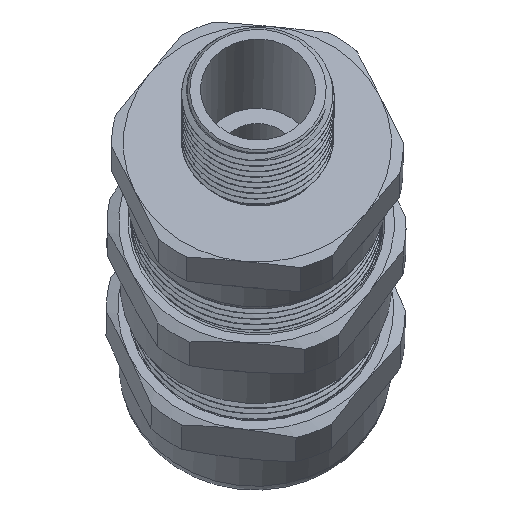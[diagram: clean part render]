
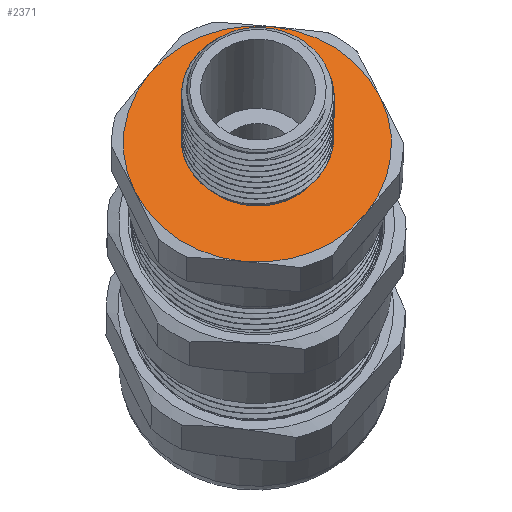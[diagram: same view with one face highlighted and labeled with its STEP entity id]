
A CAD part, left-side view. The second image highlights one B-rep face of the part: STEP entity #2371.
In plain terms, the highlighted face is planar.
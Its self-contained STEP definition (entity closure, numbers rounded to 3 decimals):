
#273=PLANE('',#2773);
#402=FACE_BOUND('',#803,.T.);
#568=FACE_OUTER_BOUND('',#802,.T.);
#802=EDGE_LOOP('',(#2126,#2127,#2128,#2129,#2130,#2131));
#803=EDGE_LOOP('',(#2132));
#951=CIRCLE('',#2723,9.204);
#963=CIRCLE('',#2749,17.5);
#966=CIRCLE('',#2753,17.5);
#967=CIRCLE('',#2755,17.5);
#970=CIRCLE('',#2759,17.5);
#972=CIRCLE('',#2762,17.5);
#975=CIRCLE('',#2772,17.5);
#1195=VERTEX_POINT('',#8719);
#1197=VERTEX_POINT('',#11020);
#1206=VERTEX_POINT('',#11048);
#1212=VERTEX_POINT('',#11069);
#1218=VERTEX_POINT('',#11090);
#1224=VERTEX_POINT('',#11111);
#1230=VERTEX_POINT('',#11132);
#1473=EDGE_CURVE('',#1195,#1195,#951,.T.);
#1527=EDGE_CURVE('',#1197,#1230,#963,.T.);
#1530=EDGE_CURVE('',#1230,#1224,#966,.T.);
#1531=EDGE_CURVE('',#1206,#1218,#967,.T.);
#1534=EDGE_CURVE('',#1218,#1212,#970,.T.);
#1536=EDGE_CURVE('',#1224,#1206,#972,.T.);
#1539=EDGE_CURVE('',#1212,#1197,#975,.T.);
#2126=ORIENTED_EDGE('',*,*,#1527,.F.);
#2127=ORIENTED_EDGE('',*,*,#1539,.F.);
#2128=ORIENTED_EDGE('',*,*,#1534,.F.);
#2129=ORIENTED_EDGE('',*,*,#1531,.F.);
#2130=ORIENTED_EDGE('',*,*,#1536,.F.);
#2131=ORIENTED_EDGE('',*,*,#1530,.F.);
#2132=ORIENTED_EDGE('',*,*,#1473,.T.);
#2371=ADVANCED_FACE('',(#568,#402),#273,.T.);
#2723=AXIS2_PLACEMENT_3D('',#8720,#3339,#3340);
#2749=AXIS2_PLACEMENT_3D('',#11161,#3403,#3404);
#2753=AXIS2_PLACEMENT_3D('',#11165,#3411,#3412);
#2755=AXIS2_PLACEMENT_3D('',#11167,#3415,#3416);
#2759=AXIS2_PLACEMENT_3D('',#11171,#3423,#3424);
#2762=AXIS2_PLACEMENT_3D('',#11174,#3429,#3430);
#2772=AXIS2_PLACEMENT_3D('',#11184,#3449,#3450);
#2773=AXIS2_PLACEMENT_3D('',#11185,#3451,#3452);
#3339=DIRECTION('center_axis',(1.,0.,0.));
#3340=DIRECTION('ref_axis',(0.,0.,-1.));
#3403=DIRECTION('center_axis',(1.,0.,0.));
#3404=DIRECTION('ref_axis',(0.,-1.,0.));
#3411=DIRECTION('center_axis',(1.,0.,0.));
#3412=DIRECTION('ref_axis',(0.,-1.,0.));
#3415=DIRECTION('center_axis',(1.,0.,0.));
#3416=DIRECTION('ref_axis',(0.,-1.,0.));
#3423=DIRECTION('center_axis',(1.,0.,0.));
#3424=DIRECTION('ref_axis',(0.,-1.,0.));
#3429=DIRECTION('center_axis',(1.,0.,0.));
#3430=DIRECTION('ref_axis',(0.,-1.,0.));
#3449=DIRECTION('center_axis',(1.,0.,0.));
#3450=DIRECTION('ref_axis',(0.,-1.,0.));
#3451=DIRECTION('center_axis',(-1.,0.,0.));
#3452=DIRECTION('ref_axis',(0.,0.,1.));
#8719=CARTESIAN_POINT('',(-26.,9.204,0.));
#8720=CARTESIAN_POINT('Origin',(-26.,0.,0.));
#11020=CARTESIAN_POINT('',(-26.,17.5,0.));
#11048=CARTESIAN_POINT('',(-26.,-17.5,0.));
#11069=CARTESIAN_POINT('',(-26.,8.75,-15.155));
#11090=CARTESIAN_POINT('',(-26.,-8.75,-15.155));
#11111=CARTESIAN_POINT('',(-26.,-8.75,15.155));
#11132=CARTESIAN_POINT('',(-26.,8.75,15.155));
#11161=CARTESIAN_POINT('Origin',(-26.,0.,0.));
#11165=CARTESIAN_POINT('Origin',(-26.,0.,0.));
#11167=CARTESIAN_POINT('Origin',(-26.,0.,0.));
#11171=CARTESIAN_POINT('Origin',(-26.,0.,0.));
#11174=CARTESIAN_POINT('Origin',(-26.,0.,0.));
#11184=CARTESIAN_POINT('Origin',(-26.,0.,0.));
#11185=CARTESIAN_POINT('Origin',(-26.,19.025,0.));
